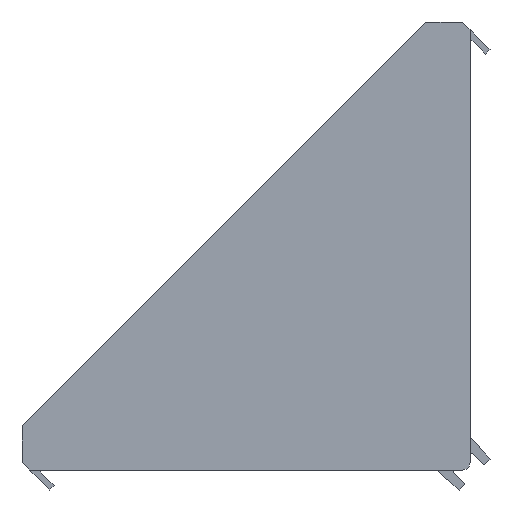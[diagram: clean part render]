
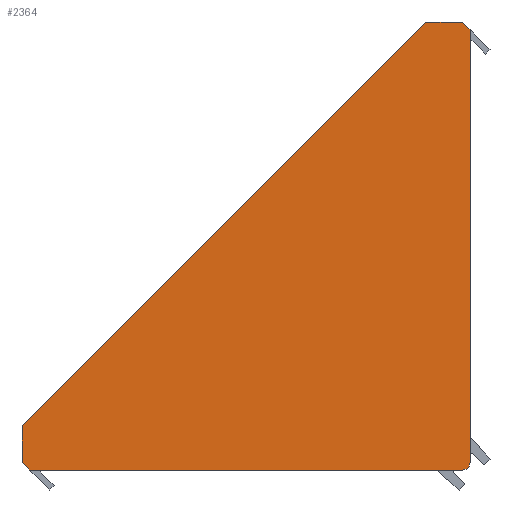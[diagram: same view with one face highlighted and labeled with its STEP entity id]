
A CAD part, left-side view. The second image highlights one B-rep face of the part: STEP entity #2364.
In plain terms, the highlighted planar face has unit normal (-1, 0, 0).
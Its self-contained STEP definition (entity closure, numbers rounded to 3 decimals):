
#33=CIRCLE('',#2493,1.5);
#92=FACE_OUTER_BOUND('',#210,.T.);
#210=EDGE_LOOP('',(#1861,#1862,#1863,#1864,#1865,#1866,#1867,#1868));
#314=LINE('',#3274,#646);
#348=LINE('',#3344,#680);
#379=LINE('',#3406,#711);
#381=LINE('',#3411,#713);
#497=LINE('',#3648,#829);
#502=LINE('',#3656,#834);
#510=LINE('',#3671,#842);
#646=VECTOR('',#2649,1000.);
#680=VECTOR('',#2687,1000.);
#711=VECTOR('',#2742,1000.);
#713=VECTOR('',#2746,1000.);
#829=VECTOR('',#2932,1000.);
#834=VECTOR('',#2939,1000.);
#842=VECTOR('',#2957,1000.);
#978=VERTEX_POINT('',#3271);
#979=VERTEX_POINT('',#3273);
#1012=VERTEX_POINT('',#3341);
#1013=VERTEX_POINT('',#3343);
#1032=VERTEX_POINT('',#3404);
#1034=VERTEX_POINT('',#3410);
#1119=VERTEX_POINT('',#3645);
#1120=VERTEX_POINT('',#3647);
#1206=EDGE_CURVE('',#978,#979,#314,.T.);
#1240=EDGE_CURVE('',#1012,#1013,#348,.T.);
#1271=EDGE_CURVE('',#979,#1012,#33,.T.);
#1274=EDGE_CURVE('',#1032,#978,#379,.T.);
#1276=EDGE_CURVE('',#1013,#1034,#381,.T.);
#1398=EDGE_CURVE('',#1119,#1120,#497,.T.);
#1403=EDGE_CURVE('',#1120,#1032,#502,.T.);
#1412=EDGE_CURVE('',#1034,#1119,#510,.T.);
#1861=ORIENTED_EDGE('',*,*,#1398,.F.);
#1862=ORIENTED_EDGE('',*,*,#1412,.F.);
#1863=ORIENTED_EDGE('',*,*,#1276,.F.);
#1864=ORIENTED_EDGE('',*,*,#1240,.F.);
#1865=ORIENTED_EDGE('',*,*,#1271,.F.);
#1866=ORIENTED_EDGE('',*,*,#1206,.F.);
#1867=ORIENTED_EDGE('',*,*,#1274,.F.);
#1868=ORIENTED_EDGE('',*,*,#1403,.F.);
#2249=PLANE('',#2539);
#2364=ADVANCED_FACE('',(#92),#2249,.F.);
#2493=AXIS2_PLACEMENT_3D('',#3400,#2736,#2737);
#2539=AXIS2_PLACEMENT_3D('',#3680,#2966,#2967);
#2649=DIRECTION('',(0.,0.,-1.));
#2687=DIRECTION('',(0.,1.,0.));
#2736=DIRECTION('center_axis',(1.,0.,0.));
#2737=DIRECTION('ref_axis',(0.,0.,-1.));
#2742=DIRECTION('',(0.,-0.707,-0.707));
#2746=DIRECTION('',(0.,0.707,0.707));
#2932=DIRECTION('',(0.,-0.707,0.707));
#2939=DIRECTION('',(0.,-1.,0.));
#2957=DIRECTION('',(0.,0.,1.));
#2966=DIRECTION('center_axis',(1.,0.,0.));
#2967=DIRECTION('ref_axis',(0.,0.,-1.));
#3271=CARTESIAN_POINT('',(-21.5,0.,84.5));
#3273=CARTESIAN_POINT('',(-21.5,0.,1.5));
#3274=CARTESIAN_POINT('',(-21.5,0.,84.5));
#3341=CARTESIAN_POINT('',(-21.5,1.5,0.));
#3343=CARTESIAN_POINT('',(-21.5,84.5,0.));
#3344=CARTESIAN_POINT('',(-21.5,1.5,0.));
#3400=CARTESIAN_POINT('Origin',(-21.5,1.5,1.5));
#3404=CARTESIAN_POINT('',(-21.5,1.5,86.));
#3406=CARTESIAN_POINT('',(-21.5,1.5,86.));
#3410=CARTESIAN_POINT('',(-21.5,86.,1.5));
#3411=CARTESIAN_POINT('',(-21.5,84.5,0.));
#3645=CARTESIAN_POINT('',(-21.5,86.,8.5));
#3647=CARTESIAN_POINT('',(-21.5,8.5,86.));
#3648=CARTESIAN_POINT('',(-21.5,86.,8.5));
#3656=CARTESIAN_POINT('',(-21.5,8.5,86.));
#3671=CARTESIAN_POINT('',(-21.5,86.,1.5));
#3680=CARTESIAN_POINT('Origin',(-21.5,1.5,1.5));
